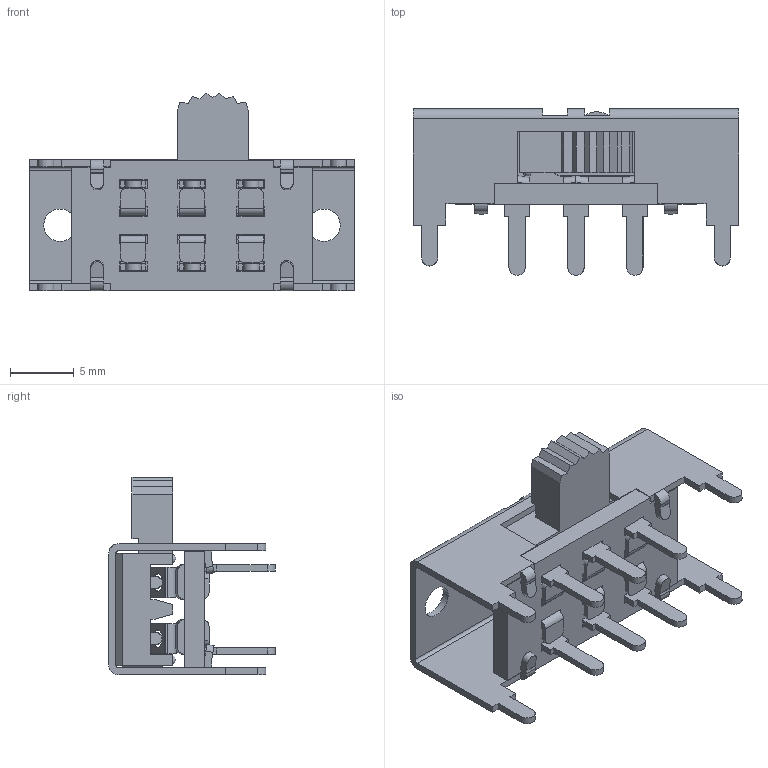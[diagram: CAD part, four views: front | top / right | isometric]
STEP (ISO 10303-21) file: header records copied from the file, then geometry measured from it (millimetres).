
FILE_DESCRIPTION(/* description */ (''),/* implementation_level */ '2;1');
FILE_NAME(/* name */ 'GPI-152-3013_3D Model.stp',/* time_stamp */ '2018-09-12T15:58:05-04:00',/* author */ ('dwiltbank'),/* organization */ (''),/* preprocessor_version */ 'ST-DEVELOPER v16.13',/* originating_system */ 'Autodesk Inventor 2018',/* authorisation */ '');
FILE_SCHEMA (('AUTOMOTIVE_DESIGN { 1 0 10303 214 3 1 1 }'));
Length unit declared in the file: inch
Products named in the file (1): GPI-152-3013_3D Model
Bounding box: 25.4 x 13.03 x 15.46 mm (x, y, z)
Surface area: 2597.4 mm2 (no closed solid volume)
Topology: 0 solids, 15 shells, 363 faces, 1216 edges, 850 vertices
Faces by surface type: plane 274, cylinder 85, bspline 4
Full cylindrical faces by diameter (mm): 1.397 x4, 2.54 x2
Entity records: 13651 total; most frequent: CARTESIAN_POINT 2536, DIRECTION 2152, ORIENTED_EDGE 2100, EDGE_CURVE 1210, LINE 980, VECTOR 980, VERTEX_POINT 850, AXIS2_PLACEMENT_3D 586
